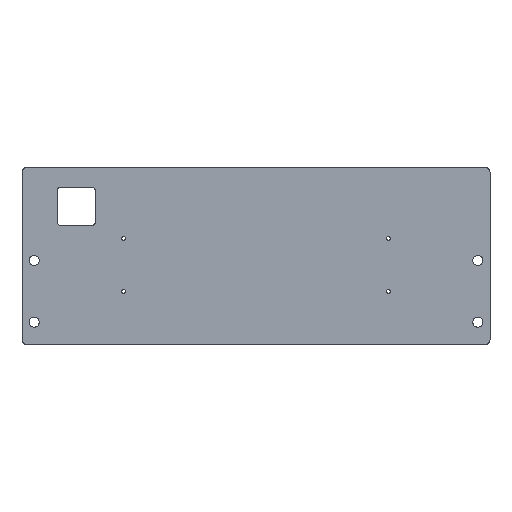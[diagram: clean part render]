
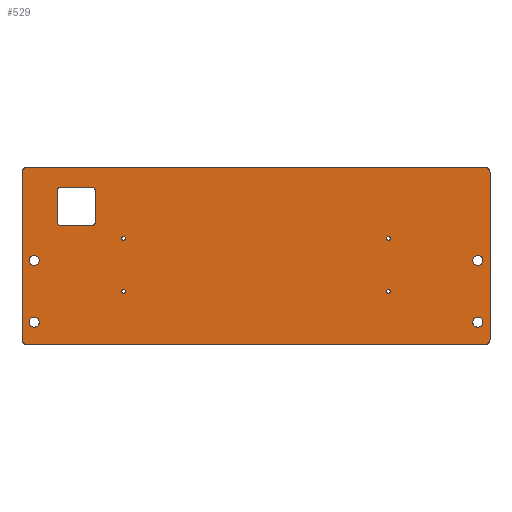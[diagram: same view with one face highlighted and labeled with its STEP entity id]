
A CAD part, top view. The second image highlights one B-rep face of the part: STEP entity #529.
In plain terms, the highlighted planar face has unit normal (0, 0, 1).
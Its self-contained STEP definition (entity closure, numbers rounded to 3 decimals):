
#15=FACE_BOUND('',#94,.T.);
#16=FACE_BOUND('',#95,.T.);
#17=FACE_BOUND('',#96,.T.);
#18=FACE_BOUND('',#97,.T.);
#19=FACE_BOUND('',#98,.T.);
#20=FACE_BOUND('',#99,.T.);
#21=FACE_BOUND('',#100,.T.);
#22=FACE_BOUND('',#101,.T.);
#23=FACE_BOUND('',#102,.T.);
#41=PLANE('',#601);
#67=FACE_OUTER_BOUND('',#93,.T.);
#93=EDGE_LOOP('',(#441,#442,#443,#444,#445,#446,#447,#448));
#94=EDGE_LOOP('',(#449,#450,#451,#452,#453,#454,#455,#456));
#95=EDGE_LOOP('',(#457));
#96=EDGE_LOOP('',(#458));
#97=EDGE_LOOP('',(#459));
#98=EDGE_LOOP('',(#460));
#99=EDGE_LOOP('',(#461));
#100=EDGE_LOOP('',(#462));
#101=EDGE_LOOP('',(#463));
#102=EDGE_LOOP('',(#464));
#123=LINE('',#817,#163);
#127=LINE('',#829,#167);
#131=LINE('',#841,#171);
#135=LINE('',#853,#175);
#139=LINE('',#865,#179);
#143=LINE('',#877,#183);
#147=LINE('',#889,#187);
#151=LINE('',#901,#191);
#163=VECTOR('',#665,10.);
#167=VECTOR('',#677,10.);
#171=VECTOR('',#689,10.);
#175=VECTOR('',#701,10.);
#179=VECTOR('',#713,10.);
#183=VECTOR('',#725,10.);
#187=VECTOR('',#737,10.);
#191=VECTOR('',#749,10.);
#193=CIRCLE('',#546,4.5);
#195=CIRCLE('',#549,11.5);
#197=CIRCLE('',#552,4.5);
#199=CIRCLE('',#555,4.5);
#201=CIRCLE('',#558,11.5);
#203=CIRCLE('',#561,11.5);
#205=CIRCLE('',#564,11.5);
#207=CIRCLE('',#567,4.5);
#210=CIRCLE('',#572,5.);
#212=CIRCLE('',#576,5.);
#214=CIRCLE('',#580,5.);
#216=CIRCLE('',#584,5.);
#218=CIRCLE('',#588,10.);
#220=CIRCLE('',#592,10.);
#222=CIRCLE('',#596,10.);
#224=CIRCLE('',#600,10.);
#225=VERTEX_POINT('',#763);
#227=VERTEX_POINT('',#769);
#229=VERTEX_POINT('',#775);
#231=VERTEX_POINT('',#781);
#233=VERTEX_POINT('',#787);
#235=VERTEX_POINT('',#793);
#237=VERTEX_POINT('',#799);
#239=VERTEX_POINT('',#805);
#243=VERTEX_POINT('',#814);
#244=VERTEX_POINT('',#816);
#246=VERTEX_POINT('',#822);
#248=VERTEX_POINT('',#828);
#250=VERTEX_POINT('',#834);
#252=VERTEX_POINT('',#840);
#254=VERTEX_POINT('',#846);
#256=VERTEX_POINT('',#852);
#259=VERTEX_POINT('',#862);
#260=VERTEX_POINT('',#864);
#262=VERTEX_POINT('',#870);
#264=VERTEX_POINT('',#876);
#266=VERTEX_POINT('',#882);
#268=VERTEX_POINT('',#888);
#270=VERTEX_POINT('',#894);
#272=VERTEX_POINT('',#900);
#273=EDGE_CURVE('',#225,#225,#193,.T.);
#276=EDGE_CURVE('',#227,#227,#195,.T.);
#279=EDGE_CURVE('',#229,#229,#197,.T.);
#282=EDGE_CURVE('',#231,#231,#199,.T.);
#285=EDGE_CURVE('',#233,#233,#201,.T.);
#288=EDGE_CURVE('',#235,#235,#203,.T.);
#291=EDGE_CURVE('',#237,#237,#205,.T.);
#294=EDGE_CURVE('',#239,#239,#207,.T.);
#299=EDGE_CURVE('',#244,#243,#123,.T.);
#302=EDGE_CURVE('',#246,#244,#210,.T.);
#305=EDGE_CURVE('',#248,#246,#127,.T.);
#308=EDGE_CURVE('',#250,#248,#212,.T.);
#311=EDGE_CURVE('',#252,#250,#131,.T.);
#314=EDGE_CURVE('',#254,#252,#214,.T.);
#317=EDGE_CURVE('',#256,#254,#135,.T.);
#320=EDGE_CURVE('',#243,#256,#216,.T.);
#323=EDGE_CURVE('',#260,#259,#139,.T.);
#326=EDGE_CURVE('',#262,#260,#218,.T.);
#329=EDGE_CURVE('',#264,#262,#143,.T.);
#332=EDGE_CURVE('',#266,#264,#220,.T.);
#335=EDGE_CURVE('',#268,#266,#147,.T.);
#338=EDGE_CURVE('',#270,#268,#222,.T.);
#341=EDGE_CURVE('',#272,#270,#151,.T.);
#344=EDGE_CURVE('',#259,#272,#224,.T.);
#441=ORIENTED_EDGE('',*,*,#344,.T.);
#442=ORIENTED_EDGE('',*,*,#341,.T.);
#443=ORIENTED_EDGE('',*,*,#338,.T.);
#444=ORIENTED_EDGE('',*,*,#335,.T.);
#445=ORIENTED_EDGE('',*,*,#332,.T.);
#446=ORIENTED_EDGE('',*,*,#329,.T.);
#447=ORIENTED_EDGE('',*,*,#326,.T.);
#448=ORIENTED_EDGE('',*,*,#323,.T.);
#449=ORIENTED_EDGE('',*,*,#320,.T.);
#450=ORIENTED_EDGE('',*,*,#317,.T.);
#451=ORIENTED_EDGE('',*,*,#314,.T.);
#452=ORIENTED_EDGE('',*,*,#311,.T.);
#453=ORIENTED_EDGE('',*,*,#308,.T.);
#454=ORIENTED_EDGE('',*,*,#305,.T.);
#455=ORIENTED_EDGE('',*,*,#302,.T.);
#456=ORIENTED_EDGE('',*,*,#299,.T.);
#457=ORIENTED_EDGE('',*,*,#294,.T.);
#458=ORIENTED_EDGE('',*,*,#291,.T.);
#459=ORIENTED_EDGE('',*,*,#288,.T.);
#460=ORIENTED_EDGE('',*,*,#285,.T.);
#461=ORIENTED_EDGE('',*,*,#282,.T.);
#462=ORIENTED_EDGE('',*,*,#279,.T.);
#463=ORIENTED_EDGE('',*,*,#276,.T.);
#464=ORIENTED_EDGE('',*,*,#273,.T.);
#529=ADVANCED_FACE('',(#67,#15,#16,#17,#18,#19,#20,#21,#22,#23),#41,.T.);
#546=AXIS2_PLACEMENT_3D('',#764,#607,#608);
#549=AXIS2_PLACEMENT_3D('',#770,#614,#615);
#552=AXIS2_PLACEMENT_3D('',#776,#621,#622);
#555=AXIS2_PLACEMENT_3D('',#782,#628,#629);
#558=AXIS2_PLACEMENT_3D('',#788,#635,#636);
#561=AXIS2_PLACEMENT_3D('',#794,#642,#643);
#564=AXIS2_PLACEMENT_3D('',#800,#649,#650);
#567=AXIS2_PLACEMENT_3D('',#806,#656,#657);
#572=AXIS2_PLACEMENT_3D('',#823,#671,#672);
#576=AXIS2_PLACEMENT_3D('',#835,#683,#684);
#580=AXIS2_PLACEMENT_3D('',#847,#695,#696);
#584=AXIS2_PLACEMENT_3D('',#857,#707,#708);
#588=AXIS2_PLACEMENT_3D('',#871,#719,#720);
#592=AXIS2_PLACEMENT_3D('',#883,#731,#732);
#596=AXIS2_PLACEMENT_3D('',#895,#743,#744);
#600=AXIS2_PLACEMENT_3D('',#905,#755,#756);
#601=AXIS2_PLACEMENT_3D('',#906,#757,#758);
#607=DIRECTION('center_axis',(0.,0.,-1.));
#608=DIRECTION('ref_axis',(1.,0.,0.));
#614=DIRECTION('center_axis',(0.,0.,-1.));
#615=DIRECTION('ref_axis',(1.,0.,0.));
#621=DIRECTION('center_axis',(0.,0.,-1.));
#622=DIRECTION('ref_axis',(1.,0.,0.));
#628=DIRECTION('center_axis',(0.,0.,-1.));
#629=DIRECTION('ref_axis',(1.,0.,0.));
#635=DIRECTION('center_axis',(0.,0.,-1.));
#636=DIRECTION('ref_axis',(1.,0.,0.));
#642=DIRECTION('center_axis',(0.,0.,-1.));
#643=DIRECTION('ref_axis',(1.,0.,0.));
#649=DIRECTION('center_axis',(0.,0.,-1.));
#650=DIRECTION('ref_axis',(1.,0.,0.));
#656=DIRECTION('center_axis',(0.,0.,-1.));
#657=DIRECTION('ref_axis',(1.,0.,0.));
#665=DIRECTION('',(-1.,0.,0.));
#671=DIRECTION('center_axis',(0.,0.,-1.));
#672=DIRECTION('ref_axis',(0.,-1.,0.));
#677=DIRECTION('',(0.,-1.,0.));
#683=DIRECTION('center_axis',(0.,0.,-1.));
#684=DIRECTION('ref_axis',(1.,0.,0.));
#689=DIRECTION('',(1.,0.,0.));
#695=DIRECTION('center_axis',(0.,0.,-1.));
#696=DIRECTION('ref_axis',(0.,1.,0.));
#701=DIRECTION('',(0.,1.,0.));
#707=DIRECTION('center_axis',(0.,0.,-1.));
#708=DIRECTION('ref_axis',(-1.,0.,0.));
#713=DIRECTION('',(1.,0.,0.));
#719=DIRECTION('center_axis',(0.,0.,1.));
#720=DIRECTION('ref_axis',(-1.,0.,0.));
#725=DIRECTION('',(0.,-1.,0.));
#731=DIRECTION('center_axis',(0.,0.,1.));
#732=DIRECTION('ref_axis',(0.,1.,0.));
#737=DIRECTION('',(-1.,0.,0.));
#743=DIRECTION('center_axis',(0.,0.,1.));
#744=DIRECTION('ref_axis',(1.,0.,0.));
#749=DIRECTION('',(0.,1.,0.));
#755=DIRECTION('center_axis',(0.,0.,1.));
#756=DIRECTION('ref_axis',(0.,-1.,0.));
#757=DIRECTION('center_axis',(0.,0.,1.));
#758=DIRECTION('ref_axis',(1.,0.,0.));
#763=CARTESIAN_POINT('',(825.5,240.,8.));
#764=CARTESIAN_POINT('Origin',(830.,240.,8.));
#769=CARTESIAN_POINT('',(16.,50.,8.));
#770=CARTESIAN_POINT('Origin',(27.5,50.,8.));
#775=CARTESIAN_POINT('',(225.5,240.,8.));
#776=CARTESIAN_POINT('Origin',(230.,240.,8.));
#781=CARTESIAN_POINT('',(225.5,120.,8.));
#782=CARTESIAN_POINT('Origin',(230.,120.,8.));
#787=CARTESIAN_POINT('',(16.,190.,8.));
#788=CARTESIAN_POINT('Origin',(27.5,190.,8.));
#793=CARTESIAN_POINT('',(1021.,190.,8.));
#794=CARTESIAN_POINT('Origin',(1032.5,190.,8.));
#799=CARTESIAN_POINT('',(1021.,50.,8.));
#800=CARTESIAN_POINT('Origin',(1032.5,50.,8.));
#805=CARTESIAN_POINT('',(825.5,120.,8.));
#806=CARTESIAN_POINT('Origin',(830.,120.,8.));
#814=CARTESIAN_POINT('',(85.5,270.,8.));
#816=CARTESIAN_POINT('',(160.5,270.,8.));
#817=CARTESIAN_POINT('',(160.5,270.,8.));
#822=CARTESIAN_POINT('',(165.5,275.,8.));
#823=CARTESIAN_POINT('Origin',(160.5,275.,8.));
#828=CARTESIAN_POINT('',(165.5,350.,8.));
#829=CARTESIAN_POINT('',(165.5,350.,8.));
#834=CARTESIAN_POINT('',(160.5,355.,8.));
#835=CARTESIAN_POINT('Origin',(160.5,350.,8.));
#840=CARTESIAN_POINT('',(85.5,355.,8.));
#841=CARTESIAN_POINT('',(85.5,355.,8.));
#846=CARTESIAN_POINT('',(80.5,350.,8.));
#847=CARTESIAN_POINT('Origin',(85.5,350.,8.));
#852=CARTESIAN_POINT('',(80.5,275.,8.));
#853=CARTESIAN_POINT('',(80.5,275.,8.));
#857=CARTESIAN_POINT('Origin',(85.5,275.,8.));
#862=CARTESIAN_POINT('',(1050.,0.,8.));
#864=CARTESIAN_POINT('',(10.,0.,8.));
#865=CARTESIAN_POINT('',(10.,0.,8.));
#870=CARTESIAN_POINT('',(0.,10.,8.));
#871=CARTESIAN_POINT('Origin',(10.,10.,8.));
#876=CARTESIAN_POINT('',(0.,390.,8.));
#877=CARTESIAN_POINT('',(0.,390.,8.));
#882=CARTESIAN_POINT('',(10.,400.,8.));
#883=CARTESIAN_POINT('Origin',(10.,390.,8.));
#888=CARTESIAN_POINT('',(1050.,400.,8.));
#889=CARTESIAN_POINT('',(1050.,400.,8.));
#894=CARTESIAN_POINT('',(1060.,390.,8.));
#895=CARTESIAN_POINT('Origin',(1050.,390.,8.));
#900=CARTESIAN_POINT('',(1060.,10.,8.));
#901=CARTESIAN_POINT('',(1060.,10.,8.));
#905=CARTESIAN_POINT('Origin',(1050.,10.,8.));
#906=CARTESIAN_POINT('Origin',(530.,200.,8.));
